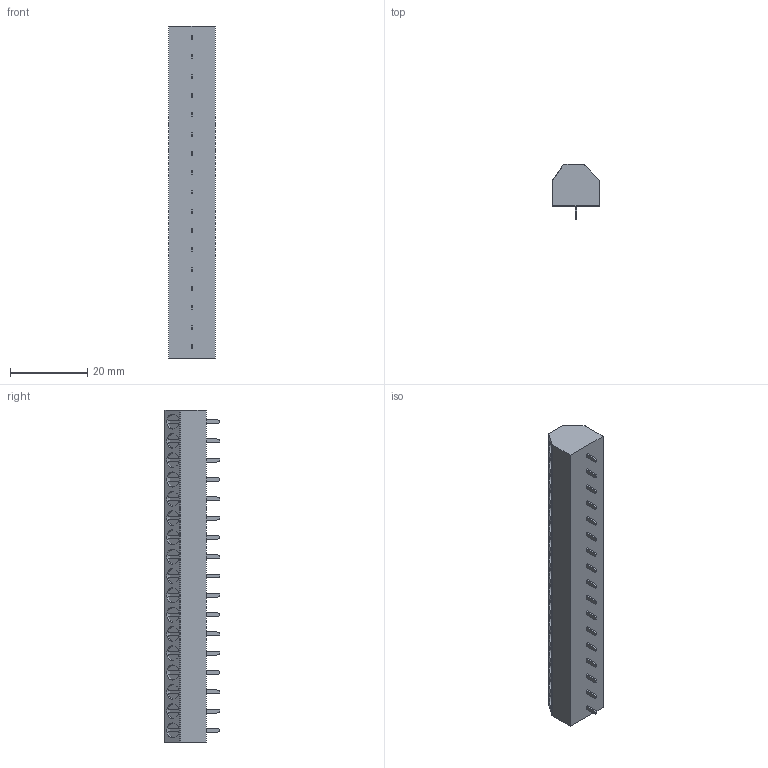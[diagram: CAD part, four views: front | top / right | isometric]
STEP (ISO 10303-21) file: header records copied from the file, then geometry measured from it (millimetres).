
FILE_DESCRIPTION((''),'2;1');
FILE_NAME('PRT0002','2024-10-19T',('sj'),(''),'PRO/ENGINEER BY PARAMETRIC TECHNOLOGY CORPORATION, 2013240','PRO/ENGINEER BY PARAMETRIC TECHNOLOGY CORPORATION, 2013240','');
FILE_SCHEMA(('AUTOMOTIVE_DESIGN_CC2 { 1 2 10303 214 -1 1 5 2 }'));
Length unit declared in the file: millimetre
Products named in the file (1): PRT0002
Bounding box: 12 x 14.3 x 86 mm (x, y, z)
Volume: 9399.3 mm3; surface area: 4480.6 mm2
Topology: 1 solids, 1 shells, 386 faces, 999 edges, 666 vertices
Faces by surface type: plane 348, cylinder 38
Entity records: 11687 total; most frequent: CARTESIAN_POINT 2051, ORIENTED_EDGE 1998, DIRECTION 1915, EDGE_CURVE 999, VECTOR 855, LINE 855, VERTEX_POINT 666, AXIS2_PLACEMENT_3D 530
